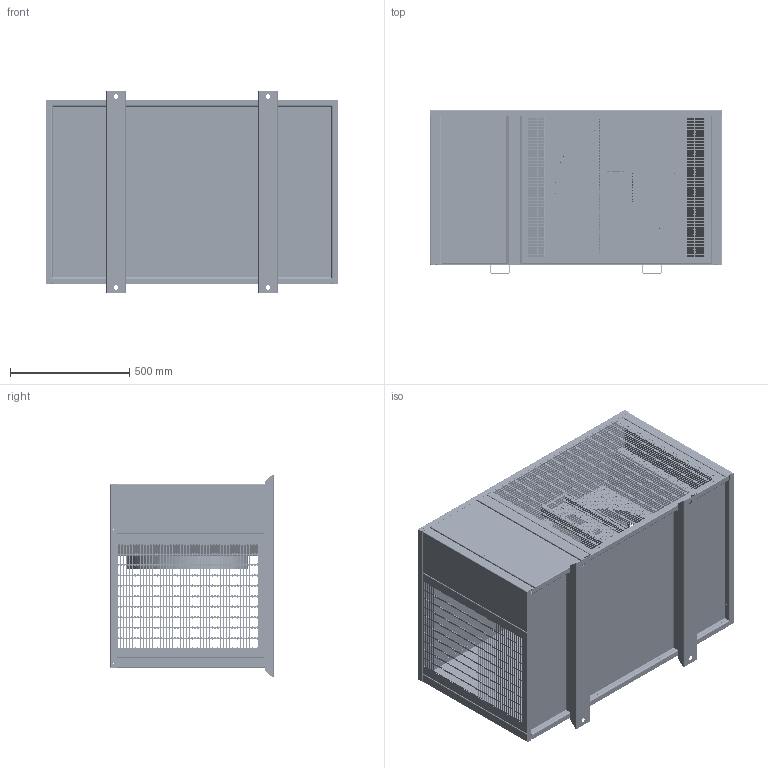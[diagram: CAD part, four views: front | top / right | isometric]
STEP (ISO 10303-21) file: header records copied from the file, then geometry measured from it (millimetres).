
FILE_DESCRIPTION(('FreeCAD Model'),'2;1');
FILE_NAME('Open CASCADE Shape Model','2025-04-30T22:53:50',('FreeCAD'),( 'FreeCAD'),'Open CASCADE STEP processor 7.6','FreeCAD','Unknown');
FILE_SCHEMA(('AUTOMOTIVE_DESIGN { 1 0 10303 214 1 1 1 1 }'));
Products named in the file (1): Open CASCADE STEP translator 7.6 1
Bounding box: 1225.87 x 685.13 x 850.93 mm (x, y, z)
Volume: 7140820.4 mm3; surface area: 13148785.2 mm2
Topology: 20 solids, 20 shells, 10975 faces, 32015 edges, 21080 vertices
Faces by surface type: bspline 10975
Entity records: 357507 total; most frequent: CARTESIAN_POINT 174681, ORIENTED_EDGE 64030, EDGE_CURVE 32015, VERTEX_POINT 21080, B_SPLINE_CURVE_WITH_KNOTS 19867, FACE_BOUND 14895, EDGE_LOOP 14895, ADVANCED_FACE 10975
